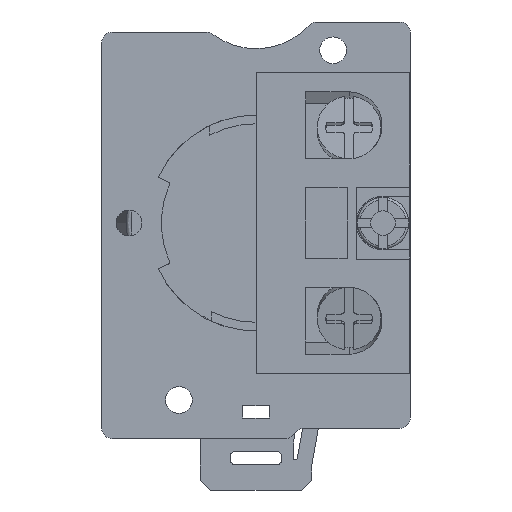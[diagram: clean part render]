
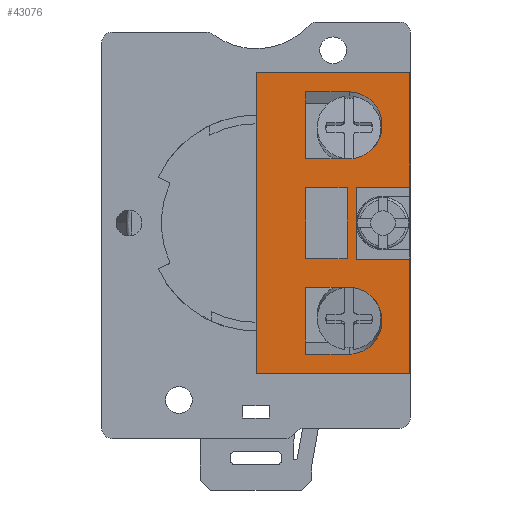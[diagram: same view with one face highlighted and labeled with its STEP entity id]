
A CAD part, front view. The second image highlights one B-rep face of the part: STEP entity #43076.
In plain terms, the highlighted planar face has unit normal (0, -1, 0).
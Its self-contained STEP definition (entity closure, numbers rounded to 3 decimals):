
#16946=DIRECTION('',(0.,0.,-1.));
#16947=VECTOR('',#16946,29.2);
#16948=CARTESIAN_POINT('',(0.05,-30.5,14.6));
#16949=LINE('',#16948,#16947);
#17059=DIRECTION('',(0.,0.,-1.));
#17060=VECTOR('',#17059,11.1);
#17061=CARTESIAN_POINT('',(14.95,-30.5,14.6));
#17062=LINE('',#17061,#17060);
#17213=DIRECTION('',(0.,0.,-1.));
#17214=VECTOR('',#17213,11.1);
#17215=CARTESIAN_POINT('',(14.95,-30.5,-3.5));
#17216=LINE('',#17215,#17214);
#17621=DIRECTION('',(0.,0.,-1.));
#17622=VECTOR('',#17621,7.);
#17623=CARTESIAN_POINT('',(9.75,-30.5,3.5));
#17624=LINE('',#17623,#17622);
#17628=DIRECTION('',(-1.,0.,0.));
#17629=VECTOR('',#17628,5.2);
#17630=CARTESIAN_POINT('',(14.95,-30.5,-3.5));
#17631=LINE('',#17630,#17629);
#17635=DIRECTION('',(1.,0.,0.));
#17636=VECTOR('',#17635,14.9);
#17637=CARTESIAN_POINT('',(0.05,-30.5,14.6));
#17638=LINE('',#17637,#17636);
#17642=DIRECTION('',(-1.,0.,0.));
#17643=VECTOR('',#17642,5.2);
#17644=CARTESIAN_POINT('',(14.95,-30.5,3.5));
#17645=LINE('',#17644,#17643);
#17649=DIRECTION('',(-1.,0.,0.));
#17650=VECTOR('',#17649,4.);
#17651=CARTESIAN_POINT('',(8.85,-30.5,3.45));
#17652=LINE('',#17651,#17650);
#17656=DIRECTION('',(0.,0.,-1.));
#17657=VECTOR('',#17656,6.9);
#17658=CARTESIAN_POINT('',(4.85,-30.5,3.45));
#17659=LINE('',#17658,#17657);
#17663=DIRECTION('',(1.,0.,0.));
#17664=VECTOR('',#17663,4.);
#17665=CARTESIAN_POINT('',(4.85,-30.5,-3.45));
#17666=LINE('',#17665,#17664);
#17670=DIRECTION('',(0.,0.,1.));
#17671=VECTOR('',#17670,6.9);
#17672=CARTESIAN_POINT('',(8.85,-30.5,-3.45));
#17673=LINE('',#17672,#17671);
#17677=DIRECTION('',(1.,0.,0.));
#17678=VECTOR('',#17677,4.2);
#17679=CARTESIAN_POINT('',(4.85,-30.5,6.251));
#17680=LINE('',#17679,#17678);
#17684=DIRECTION('',(1.,0.,0.));
#17685=VECTOR('',#17684,4.2);
#17686=CARTESIAN_POINT('',(4.85,-30.5,12.749));
#17687=LINE('',#17686,#17685);
#17691=DIRECTION('',(0.,0.,-1.));
#17692=VECTOR('',#17691,6.499);
#17693=CARTESIAN_POINT('',(4.85,-30.5,12.749));
#17694=LINE('',#17693,#17692);
#17698=DIRECTION('',(1.,0.,0.));
#17699=VECTOR('',#17698,4.2);
#17700=CARTESIAN_POINT('',(4.85,-30.5,-12.749));
#17701=LINE('',#17700,#17699);
#17705=DIRECTION('',(1.,0.,0.));
#17706=VECTOR('',#17705,4.2);
#17707=CARTESIAN_POINT('',(4.85,-30.5,-6.251));
#17708=LINE('',#17707,#17706);
#17712=DIRECTION('',(0.,0.,-1.));
#17713=VECTOR('',#17712,6.499);
#17714=CARTESIAN_POINT('',(4.85,-30.5,-6.251));
#17715=LINE('',#17714,#17713);
#18437=DIRECTION('',(1.,0.,0.));
#18438=VECTOR('',#18437,14.9);
#18439=CARTESIAN_POINT('',(0.05,-30.5,-14.6));
#18440=LINE('',#18439,#18438);
#18624=CARTESIAN_POINT('',(9.05,-30.5,12.749));
#18625=CARTESIAN_POINT('',(9.427,-30.5,12.749));
#18626=CARTESIAN_POINT('',(10.242,-30.5,12.611));
#18627=CARTESIAN_POINT('',(11.38,-30.5,11.866));
#18628=CARTESIAN_POINT('',(11.991,-30.5,10.905));
#18629=CARTESIAN_POINT('',(12.216,-30.5,10.087));
#18630=CARTESIAN_POINT('',(12.267,-30.5,9.5));
#18631=CARTESIAN_POINT('',(12.216,-30.5,8.913));
#18632=CARTESIAN_POINT('',(11.991,-30.5,8.095));
#18633=CARTESIAN_POINT('',(11.38,-30.5,7.134));
#18634=CARTESIAN_POINT('',(10.242,-30.5,6.389));
#18635=CARTESIAN_POINT('',(9.427,-30.5,6.251));
#18636=CARTESIAN_POINT('',(9.05,-30.5,6.251));
#18838=CARTESIAN_POINT('',(9.05,-30.5,-6.251));
#18839=CARTESIAN_POINT('',(9.427,-30.5,-6.251));
#18840=CARTESIAN_POINT('',(10.242,-30.5,-6.389));
#18841=CARTESIAN_POINT('',(11.38,-30.5,-7.134));
#18842=CARTESIAN_POINT('',(11.991,-30.5,-8.095));
#18843=CARTESIAN_POINT('',(12.216,-30.5,-8.913));
#18844=CARTESIAN_POINT('',(12.267,-30.5,-9.5));
#18845=CARTESIAN_POINT('',(12.216,-30.5,-10.087));
#18846=CARTESIAN_POINT('',(11.991,-30.5,-10.905));
#18847=CARTESIAN_POINT('',(11.38,-30.5,-11.866));
#18848=CARTESIAN_POINT('',(10.242,-30.5,-12.611));
#18849=CARTESIAN_POINT('',(9.427,-30.5,-12.749));
#18850=CARTESIAN_POINT('',(9.05,-30.5,-12.749));
#21513=CARTESIAN_POINT('',(0.05,-30.5,14.6));
#21515=VERTEX_POINT('',#21513);
#21516=CARTESIAN_POINT('',(0.05,-30.5,-14.6));
#21517=VERTEX_POINT('',#21516);
#21522=CARTESIAN_POINT('',(14.95,-30.5,14.6));
#21523=VERTEX_POINT('',#21522);
#21524=CARTESIAN_POINT('',(14.95,-30.5,-14.6));
#21525=VERTEX_POINT('',#21524);
#21704=CARTESIAN_POINT('',(14.95,-30.5,3.5));
#21706=VERTEX_POINT('',#21704);
#21708=CARTESIAN_POINT('',(14.95,-30.5,-3.5));
#21710=VERTEX_POINT('',#21708);
#21712=CARTESIAN_POINT('',(9.75,-30.5,3.5));
#21713=CARTESIAN_POINT('',(9.75,-30.5,-3.5));
#21714=VERTEX_POINT('',#21712);
#21715=VERTEX_POINT('',#21713);
#21850=CARTESIAN_POINT('',(8.85,-30.5,3.45));
#21851=CARTESIAN_POINT('',(4.85,-30.5,3.45));
#21852=VERTEX_POINT('',#21850);
#21853=VERTEX_POINT('',#21851);
#21854=CARTESIAN_POINT('',(4.85,-30.5,-3.45));
#21855=VERTEX_POINT('',#21854);
#21856=CARTESIAN_POINT('',(8.85,-30.5,-3.45));
#21857=VERTEX_POINT('',#21856);
#21858=CARTESIAN_POINT('',(4.85,-30.5,12.749));
#21859=CARTESIAN_POINT('',(4.85,-30.5,6.251));
#21860=VERTEX_POINT('',#21858);
#21861=VERTEX_POINT('',#21859);
#21862=CARTESIAN_POINT('',(4.85,-30.5,-6.251));
#21863=CARTESIAN_POINT('',(4.85,-30.5,-12.749));
#21864=VERTEX_POINT('',#21862);
#21865=VERTEX_POINT('',#21863);
#21870=CARTESIAN_POINT('',(9.05,-30.5,6.251));
#21872=VERTEX_POINT('',#21870);
#21874=CARTESIAN_POINT('',(9.05,-30.5,12.749));
#21875=VERTEX_POINT('',#21874);
#21876=CARTESIAN_POINT('',(9.05,-30.5,-6.251));
#21878=VERTEX_POINT('',#21876);
#21880=CARTESIAN_POINT('',(9.05,-30.5,-12.749));
#21881=VERTEX_POINT('',#21880);
#43027=CARTESIAN_POINT('',(0.05,-30.5,14.6));
#43028=DIRECTION('',(0.,-1.,0.));
#43029=DIRECTION('',(0.,0.,-1.));
#43030=AXIS2_PLACEMENT_3D('',#43027,#43028,#43029);
#43031=PLANE('',#43030);
#43033=ORIENTED_EDGE('',*,*,#43032,.T.);
#43035=ORIENTED_EDGE('',*,*,#43034,.F.);
#43036=ORIENTED_EDGE('',*,*,#42668,.T.);
#43038=ORIENTED_EDGE('',*,*,#43037,.F.);
#43039=ORIENTED_EDGE('',*,*,#42587,.F.);
#43040=ORIENTED_EDGE('',*,*,#43008,.T.);
#43041=ORIENTED_EDGE('',*,*,#42623,.T.);
#43043=ORIENTED_EDGE('',*,*,#43042,.T.);
#43044=EDGE_LOOP('',(#43033,#43035,#43036,#43038,#43039,#43040,#43041,#43043));
#43045=FACE_OUTER_BOUND('',#43044,.F.);
#43047=ORIENTED_EDGE('',*,*,#43046,.T.);
#43049=ORIENTED_EDGE('',*,*,#43048,.T.);
#43051=ORIENTED_EDGE('',*,*,#43050,.T.);
#43053=ORIENTED_EDGE('',*,*,#43052,.T.);
#43054=EDGE_LOOP('',(#43047,#43049,#43051,#43053));
#43055=FACE_BOUND('',#43054,.F.);
#43057=ORIENTED_EDGE('',*,*,#43056,.T.);
#43059=ORIENTED_EDGE('',*,*,#43058,.F.);
#43061=ORIENTED_EDGE('',*,*,#43060,.F.);
#43063=ORIENTED_EDGE('',*,*,#43062,.T.);
#43064=EDGE_LOOP('',(#43057,#43059,#43061,#43063));
#43065=FACE_BOUND('',#43064,.F.);
#43067=ORIENTED_EDGE('',*,*,#43066,.T.);
#43069=ORIENTED_EDGE('',*,*,#43068,.F.);
#43071=ORIENTED_EDGE('',*,*,#43070,.F.);
#43073=ORIENTED_EDGE('',*,*,#43072,.T.);
#43074=EDGE_LOOP('',(#43067,#43069,#43071,#43073));
#43075=FACE_BOUND('',#43074,.F.);
#18637=B_SPLINE_CURVE_WITH_KNOTS('',3,(#18624,#18625,#18626,#18627,#18628,
#18629,#18630,#18631,#18632,#18633,#18634,#18635,#18636),.UNSPECIFIED.,.F.,.F.,(
4,1,1,1,1,1,1,1,1,1,4),(0.,0.125,0.25,0.375,0.438,0.5,0.563,
0.625,0.75,0.875,1.),.UNSPECIFIED.);
#18851=B_SPLINE_CURVE_WITH_KNOTS('',3,(#18838,#18839,#18840,#18841,#18842,
#18843,#18844,#18845,#18846,#18847,#18848,#18849,#18850),.UNSPECIFIED.,.F.,.F.,(
4,1,1,1,1,1,1,1,1,1,4),(0.,0.125,0.25,0.375,0.438,0.5,0.563,
0.625,0.75,0.875,1.),.UNSPECIFIED.);
#42587=EDGE_CURVE('',#21515,#21517,#16949,.T.);
#42623=EDGE_CURVE('',#21523,#21706,#17062,.T.);
#42668=EDGE_CURVE('',#21710,#21525,#17216,.T.);
#43008=EDGE_CURVE('',#21515,#21523,#17638,.T.);
#43032=EDGE_CURVE('',#21714,#21715,#17624,.T.);
#43034=EDGE_CURVE('',#21710,#21715,#17631,.T.);
#43037=EDGE_CURVE('',#21517,#21525,#18440,.T.);
#43042=EDGE_CURVE('',#21706,#21714,#17645,.T.);
#43046=EDGE_CURVE('',#21852,#21853,#17652,.T.);
#43048=EDGE_CURVE('',#21853,#21855,#17659,.T.);
#43050=EDGE_CURVE('',#21855,#21857,#17666,.T.);
#43052=EDGE_CURVE('',#21857,#21852,#17673,.T.);
#43056=EDGE_CURVE('',#21861,#21872,#17680,.T.);
#43058=EDGE_CURVE('',#21875,#21872,#18637,.T.);
#43060=EDGE_CURVE('',#21860,#21875,#17687,.T.);
#43062=EDGE_CURVE('',#21860,#21861,#17694,.T.);
#43066=EDGE_CURVE('',#21865,#21881,#17701,.T.);
#43068=EDGE_CURVE('',#21878,#21881,#18851,.T.);
#43070=EDGE_CURVE('',#21864,#21878,#17708,.T.);
#43072=EDGE_CURVE('',#21864,#21865,#17715,.T.);
#43076=ADVANCED_FACE('',(#43045,#43055,#43065,#43075),#43031,.T.);
